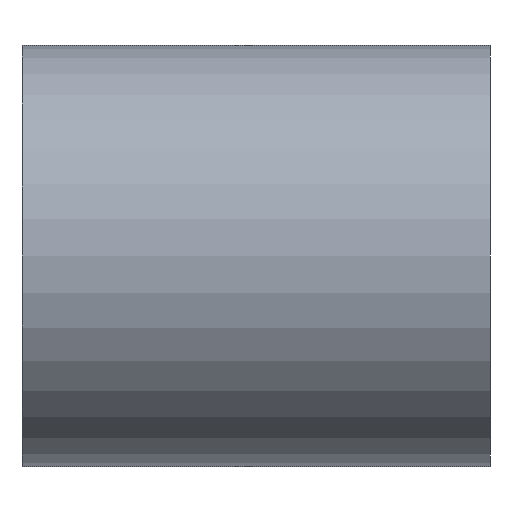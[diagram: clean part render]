
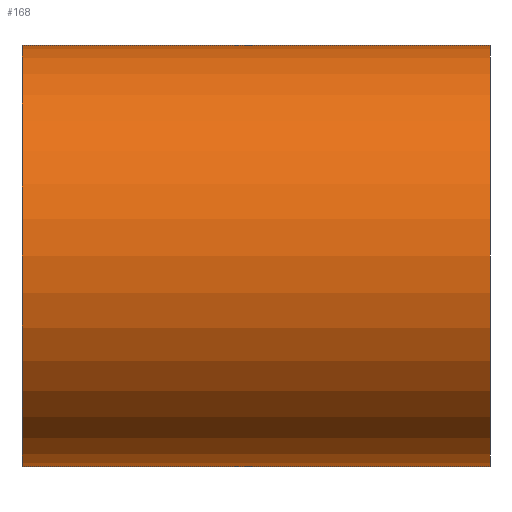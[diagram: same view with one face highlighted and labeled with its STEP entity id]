
A CAD part, left-side view. The second image highlights one B-rep face of the part: STEP entity #168.
In plain terms, the highlighted cylindrical face has radius 18 mm (diameter 36 mm), a partial arc.
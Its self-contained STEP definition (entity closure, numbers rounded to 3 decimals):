
#5 = VERTEX_POINT ( 'NONE', #330 ) ;
#13 = LINE ( 'NONE', #153, #247 ) ;
#23 = DIRECTION ( 'NONE',  ( 0., -1., 0. ) ) ;
#49 = VERTEX_POINT ( 'NONE', #299 ) ;
#50 = AXIS2_PLACEMENT_3D ( 'NONE', #394, #319, #215 ) ;
#54 = DIRECTION ( 'NONE',  ( 0., 1., 0. ) ) ;
#58 = CYLINDRICAL_SURFACE ( 'NONE', #140, 18. ) ;
#81 = ORIENTED_EDGE ( 'NONE', *, *, #365, .F. ) ;
#89 = CARTESIAN_POINT ( 'NONE',  ( 0., 0., 18. ) ) ;
#98 = VECTOR ( 'NONE', #328, 1000. ) ;
#108 = EDGE_CURVE ( 'NONE', #49, #347, #314, .T. ) ;
#131 = DIRECTION ( 'NONE',  ( 0., 0., 1. ) ) ;
#136 = EDGE_LOOP ( 'NONE', ( #141, #81, #197, #385 ) ) ;
#140 = AXIS2_PLACEMENT_3D ( 'NONE', #275, #23, #408 ) ;
#141 = ORIENTED_EDGE ( 'NONE', *, *, #397, .F. ) ;
#153 = CARTESIAN_POINT ( 'NONE',  ( 0., 40., -18. ) ) ;
#161 = CARTESIAN_POINT ( 'NONE',  ( 0., 40., -18. ) ) ;
#168 = ADVANCED_FACE ( 'NONE', ( #405 ), #58, .T. ) ;
#177 = VERTEX_POINT ( 'NONE', #161 ) ;
#191 = LINE ( 'NONE', #436, #98 ) ;
#197 = ORIENTED_EDGE ( 'NONE', *, *, #303, .T. ) ;
#215 = DIRECTION ( 'NONE',  ( 0., 0., 1. ) ) ;
#247 = VECTOR ( 'NONE', #364, 1000. ) ;
#275 = CARTESIAN_POINT ( 'NONE',  ( 0., 40., 0. ) ) ;
#299 = CARTESIAN_POINT ( 'NONE',  ( 0., 0., -18. ) ) ;
#303 = EDGE_CURVE ( 'NONE', #177, #49, #13, .T. ) ;
#305 = CIRCLE ( 'NONE', #50, 18. ) ;
#314 = CIRCLE ( 'NONE', #373, 18. ) ;
#319 = DIRECTION ( 'NONE',  ( 0., 1., 0. ) ) ;
#328 = DIRECTION ( 'NONE',  ( 0., -1., 0. ) ) ;
#330 = CARTESIAN_POINT ( 'NONE',  ( 0., 40., 18. ) ) ;
#347 = VERTEX_POINT ( 'NONE', #89 ) ;
#364 = DIRECTION ( 'NONE',  ( 0., -1., 0. ) ) ;
#365 = EDGE_CURVE ( 'NONE', #177, #5, #305, .T. ) ;
#373 = AXIS2_PLACEMENT_3D ( 'NONE', #376, #54, #131 ) ;
#376 = CARTESIAN_POINT ( 'NONE',  ( 0., 0., 0. ) ) ;
#385 = ORIENTED_EDGE ( 'NONE', *, *, #108, .T. ) ;
#394 = CARTESIAN_POINT ( 'NONE',  ( 0., 40., 0. ) ) ;
#397 = EDGE_CURVE ( 'NONE', #5, #347, #191, .T. ) ;
#405 = FACE_OUTER_BOUND ( 'NONE', #136, .T. ) ;
#408 = DIRECTION ( 'NONE',  ( 0., 0., -1. ) ) ;
#436 = CARTESIAN_POINT ( 'NONE',  ( 0., 40., 18. ) ) ;
